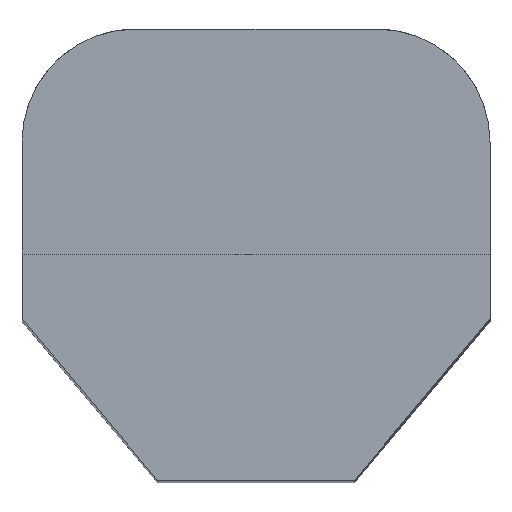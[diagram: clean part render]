
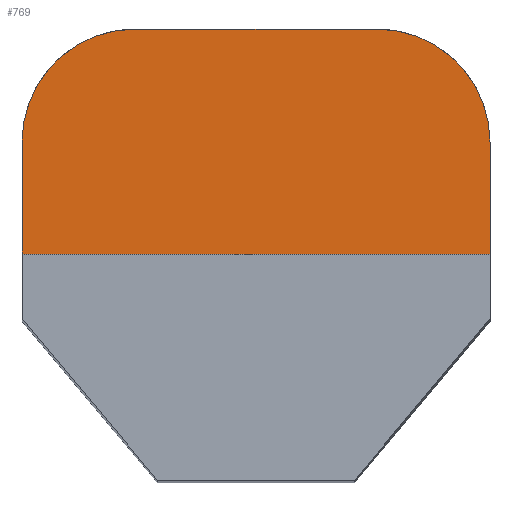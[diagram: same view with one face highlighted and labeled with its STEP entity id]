
A CAD part, top view. The second image highlights one B-rep face of the part: STEP entity #769.
In plain terms, the highlighted planar face has unit normal (0, 0, 1).
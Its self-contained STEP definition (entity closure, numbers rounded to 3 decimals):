
#22=CIRCLE('',#840,3.5);
#23=CIRCLE('',#841,3.5);
#61=FACE_OUTER_BOUND('',#101,.T.);
#101=EDGE_LOOP('',(#571,#572,#573,#574,#575,#576));
#132=LINE('',#1114,#222);
#145=LINE('',#1141,#235);
#173=LINE('',#1210,#263);
#174=LINE('',#1214,#264);
#222=VECTOR('',#891,10.);
#235=VECTOR('',#908,10.);
#263=VECTOR('',#970,10.);
#264=VECTOR('',#973,10.);
#312=VERTEX_POINT('',#1111);
#313=VERTEX_POINT('',#1113);
#325=VERTEX_POINT('',#1140);
#349=VERTEX_POINT('',#1209);
#350=VERTEX_POINT('',#1211);
#351=VERTEX_POINT('',#1213);
#388=EDGE_CURVE('',#313,#312,#132,.T.);
#401=EDGE_CURVE('',#312,#325,#145,.T.);
#436=EDGE_CURVE('',#325,#349,#173,.T.);
#437=EDGE_CURVE('',#349,#350,#22,.T.);
#438=EDGE_CURVE('',#350,#351,#174,.T.);
#439=EDGE_CURVE('',#351,#313,#23,.T.);
#571=ORIENTED_EDGE('',*,*,#401,.T.);
#572=ORIENTED_EDGE('',*,*,#436,.T.);
#573=ORIENTED_EDGE('',*,*,#437,.T.);
#574=ORIENTED_EDGE('',*,*,#438,.T.);
#575=ORIENTED_EDGE('',*,*,#439,.T.);
#576=ORIENTED_EDGE('',*,*,#388,.T.);
#738=PLANE('',#839);
#769=ADVANCED_FACE('',(#61),#738,.T.);
#839=AXIS2_PLACEMENT_3D('',#1208,#968,#969);
#840=AXIS2_PLACEMENT_3D('',#1212,#971,#972);
#841=AXIS2_PLACEMENT_3D('',#1215,#974,#975);
#891=DIRECTION('',(0.,-1.,0.));
#908=DIRECTION('',(1.,0.,0.));
#968=DIRECTION('center_axis',(0.,0.,1.));
#969=DIRECTION('ref_axis',(1.,0.,0.));
#970=DIRECTION('',(0.,1.,0.));
#971=DIRECTION('center_axis',(0.,0.,1.));
#972=DIRECTION('ref_axis',(1.,0.,0.));
#973=DIRECTION('',(-1.,0.,0.));
#974=DIRECTION('center_axis',(0.,0.,1.));
#975=DIRECTION('ref_axis',(0.,1.,0.));
#1111=CARTESIAN_POINT('',(0.,3.5,4.121));
#1113=CARTESIAN_POINT('',(0.,7.,4.121));
#1114=CARTESIAN_POINT('',(0.,7.,4.121));
#1140=CARTESIAN_POINT('',(14.5,3.5,4.121));
#1141=CARTESIAN_POINT('',(10.875,3.5,4.121));
#1208=CARTESIAN_POINT('Origin',(7.25,5.25,4.121));
#1209=CARTESIAN_POINT('',(14.5,7.,4.121));
#1210=CARTESIAN_POINT('',(14.5,0.,4.121));
#1211=CARTESIAN_POINT('',(11.,10.5,4.121));
#1212=CARTESIAN_POINT('Origin',(11.,7.,4.121));
#1213=CARTESIAN_POINT('',(3.5,10.5,4.121));
#1214=CARTESIAN_POINT('',(11.,10.5,4.121));
#1215=CARTESIAN_POINT('Origin',(3.5,7.,4.121));
